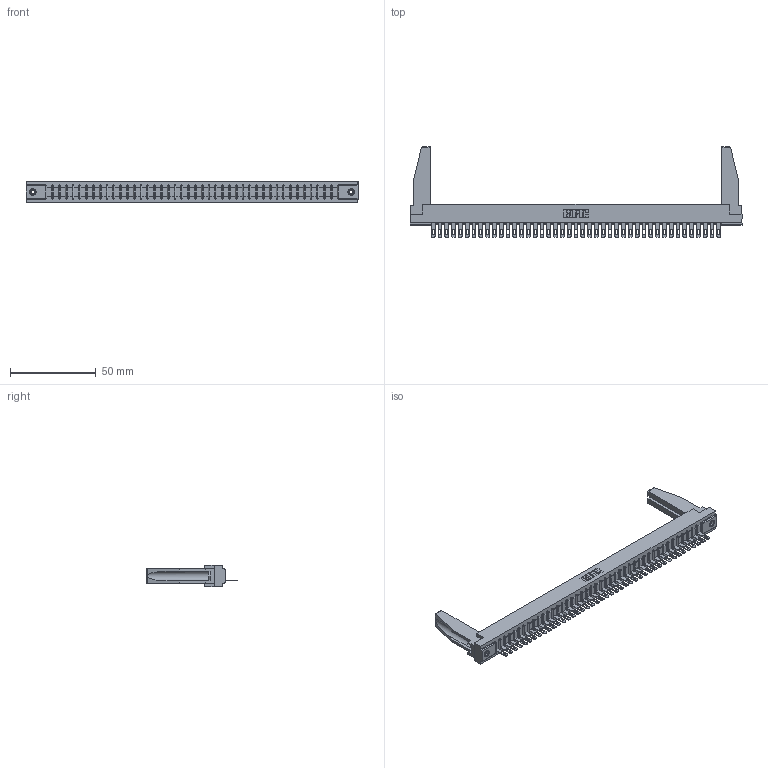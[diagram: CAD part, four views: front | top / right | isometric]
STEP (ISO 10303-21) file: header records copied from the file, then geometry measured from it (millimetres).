
FILE_DESCRIPTION (( 'STEP AP203' ), '1' );
FILE_NAME ('307-043-405-178.STEP', '2020-09-29T18:43:03', ( '' ), ( '' ), 'SwSTEP 2.0', 'SolidWorks 2020', '' );
FILE_SCHEMA (( 'CONFIG_CONTROL_DESIGN' ));
Length unit declared in the file: inch
Products named in the file (5): 307 Part_.156 Dia Mounting Holes; 307-220-078; 307-290-001_505; 307-043-405-178; 345-250-001_345-250-001-102
Assembly tree (48 placements, depth 2):
  307-043-405-178
    307 Part_.156 Dia Mounting Holes
    307-290-001_505  x43
    307-220-078  x2
    345-250-001_345-250-001-102  x2
Bounding box: 193.4 x 52.88 x 12.7 mm (x, y, z)
Volume: 24134.2 mm3; surface area: 25532.4 mm2
Topology: 48 solids, 48 shells, 2700 faces, 7619 edges, 4894 vertices
Faces by surface type: plane 1702, cylinder 894, sphere 88, cone 12, torus 4
Entity records: 39153 total; most frequent: CARTESIAN_POINT 6594, ORIENTED_EDGE 6536, DIRECTION 6370, EDGE_CURVE 3268, LINE 2510, VECTOR 2510, VERTEX_POINT 2112, AXIS2_PLACEMENT_3D 1930
